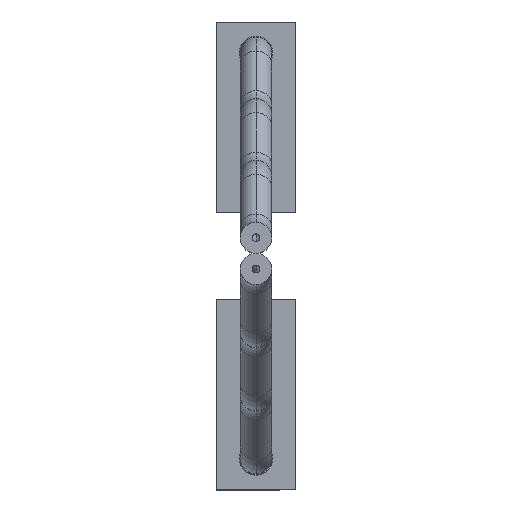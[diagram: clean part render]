
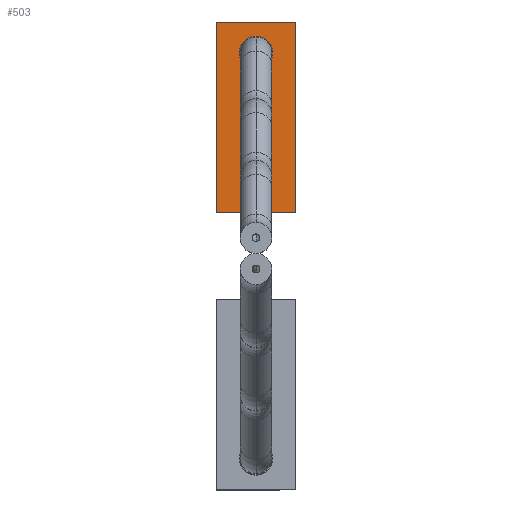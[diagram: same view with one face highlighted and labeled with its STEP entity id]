
A CAD part, top view. The second image highlights one B-rep face of the part: STEP entity #503.
In plain terms, the highlighted planar face has unit normal (0, 0, 1).
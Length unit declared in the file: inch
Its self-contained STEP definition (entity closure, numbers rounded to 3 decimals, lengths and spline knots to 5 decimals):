
#1=DIRECTION('',(0.,-1.,0.));
#2=VECTOR('',#1,0.24);
#3=CARTESIAN_POINT('',(-0.05,0.12,0.2065));
#4=LINE('',#3,#2);
#37=DIRECTION('',(1.,0.,0.));
#38=VECTOR('',#37,0.1);
#39=CARTESIAN_POINT('',(-0.05,0.12,0.2065));
#40=LINE('',#39,#38);
#41=CARTESIAN_POINT('',(0.,0.081,0.2065));
#42=DIRECTION('',(0.,0.,1.));
#43=DIRECTION('',(1.,0.,0.));
#44=AXIS2_PLACEMENT_3D('',#41,#42,#43);
#46=CARTESIAN_POINT('',(0.,0.081,0.2065));
#47=DIRECTION('',(0.,0.,1.));
#48=DIRECTION('',(-1.,0.,0.));
#49=AXIS2_PLACEMENT_3D('',#46,#47,#48);
#140=DIRECTION('',(1.,0.,0.));
#141=VECTOR('',#140,0.1);
#142=CARTESIAN_POINT('',(-0.05,-0.12,0.2065));
#143=LINE('',#142,#141);
#180=DIRECTION('',(0.,-1.,0.));
#181=VECTOR('',#180,0.24);
#182=CARTESIAN_POINT('',(0.05,0.12,0.2065));
#183=LINE('',#182,#181);
#361=CARTESIAN_POINT('',(-0.05,0.12,0.2065));
#362=CARTESIAN_POINT('',(-0.05,-0.12,0.2065));
#363=VERTEX_POINT('',#361);
#364=VERTEX_POINT('',#362);
#369=CARTESIAN_POINT('',(0.05,0.12,0.2065));
#370=CARTESIAN_POINT('',(0.05,-0.12,0.2065));
#371=VERTEX_POINT('',#369);
#372=VERTEX_POINT('',#370);
#447=CARTESIAN_POINT('',(0.021,0.081,0.2065));
#448=CARTESIAN_POINT('',(-0.021,0.081,0.2065));
#449=VERTEX_POINT('',#447);
#450=VERTEX_POINT('',#448);
#483=CARTESIAN_POINT('',(-0.05,0.12,0.2065));
#484=DIRECTION('',(0.,0.,1.));
#485=DIRECTION('',(0.,-1.,0.));
#486=AXIS2_PLACEMENT_3D('',#483,#484,#485);
#487=PLANE('',#486);
#488=ORIENTED_EDGE('',*,*,#460,.F.);
#490=ORIENTED_EDGE('',*,*,#489,.T.);
#492=ORIENTED_EDGE('',*,*,#491,.T.);
#494=ORIENTED_EDGE('',*,*,#493,.F.);
#495=EDGE_LOOP('',(#488,#490,#492,#494));
#496=FACE_OUTER_BOUND('',#495,.F.);
#498=ORIENTED_EDGE('',*,*,#497,.T.);
#500=ORIENTED_EDGE('',*,*,#499,.T.);
#501=EDGE_LOOP('',(#498,#500));
#502=FACE_BOUND('',#501,.F.);
#503=ADVANCED_FACE('',(#496,#502),#487,.T.);
#45=CIRCLE('',#44,0.021);
#50=CIRCLE('',#49,0.021);
#460=EDGE_CURVE('',#363,#364,#4,.T.);
#489=EDGE_CURVE('',#363,#371,#40,.T.);
#491=EDGE_CURVE('',#371,#372,#183,.T.);
#493=EDGE_CURVE('',#364,#372,#143,.T.);
#497=EDGE_CURVE('',#449,#450,#45,.T.);
#499=EDGE_CURVE('',#450,#449,#50,.T.);
